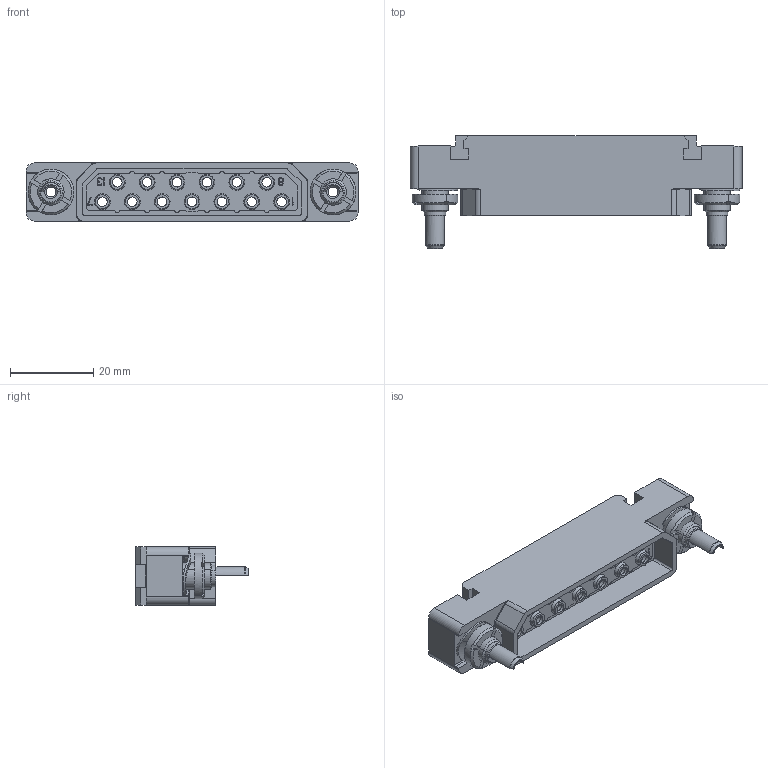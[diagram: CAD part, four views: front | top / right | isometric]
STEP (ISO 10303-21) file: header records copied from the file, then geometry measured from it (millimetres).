
FILE_DESCRIPTION((''),'2;1');
FILE_NAME('1900ND05P2B00A','2019-10-30T',('presta_be4'),(''),'CREO PARAMETRIC BY PTC INC, 2018360','CREO PARAMETRIC BY PTC INC, 2018360','');
FILE_SCHEMA(('CONFIG_CONTROL_DESIGN'));
Length unit declared in the file: millimetre
Products named in the file (1): 1900ND05P2B00A
Bounding box: 80 x 27.35 x 14 mm (x, y, z)
Volume: 10701.8 mm3; surface area: 13011.5 mm2
Topology: 5 solids, 5 shells, 1289 faces, 3491 edges, 2237 vertices
Faces by surface type: plane 617, cylinder 420, cone 170, torus 44, extrusion 26, bspline 12
Entity records: 43375 total; most frequent: CARTESIAN_POINT 10540, ORIENTED_EDGE 6974, DIRECTION 6689, EDGE_CURVE 3487, AXIS2_PLACEMENT_3D 2286, VERTEX_POINT 2237, VECTOR 2117, LINE 2091
